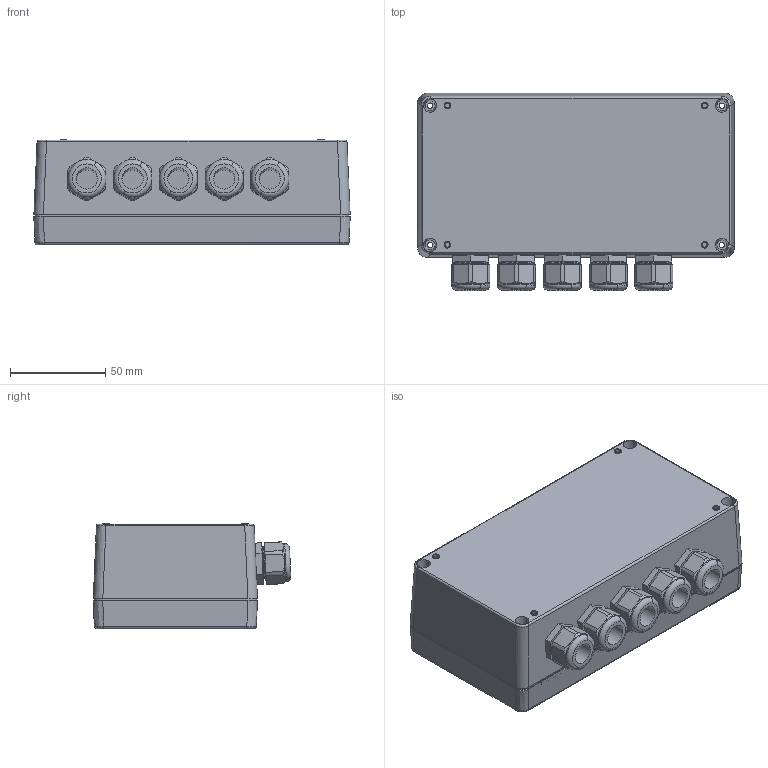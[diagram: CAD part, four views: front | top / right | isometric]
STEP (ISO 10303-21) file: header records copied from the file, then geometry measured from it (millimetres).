
FILE_DESCRIPTION (( 'STEP AP203' ), '1' );
FILE_NAME ('NLSW45-3 (Ex) SIL2.step', '2024-03-15T17:42:09', ( '' ), ( '' ), 'SwSTEP 2.0', 'SolidWorks 2022', '' );
FILE_SCHEMA (( 'CONFIG_CONTROL_DESIGN' ));
Length unit declared in the file: millimetre
Products named in the file (4): Cable gland PG9; NLSW45-3 (Ex) SIL2; RLSW6_1; NLSW_2
Assembly tree (7 placements, depth 2):
  NLSW45-3 (Ex) SIL2
    NLSW_2
    RLSW6_1
    Cable gland PG9  x5
Bounding box: 166 x 103.68 x 55.5 mm (x, y, z)
Volume: 167694.1 mm3; surface area: 128728.6 mm2
Topology: 7 solids, 7 shells, 718 faces, 1713 edges, 1083 vertices
Faces by surface type: bspline 508, cylinder 85, plane 85, cone 30, torus 10
Entity records: 23907 total; most frequent: CARTESIAN_POINT 13732, ORIENTED_EDGE 2570, EDGE_CURVE 1285, DIRECTION 1134, VERTEX_POINT 815, EDGE_LOOP 644, ADVANCED_FACE 546, FACE_OUTER_BOUND 546
